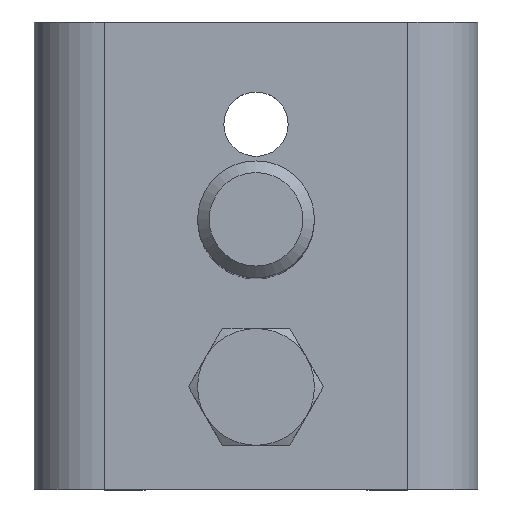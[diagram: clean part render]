
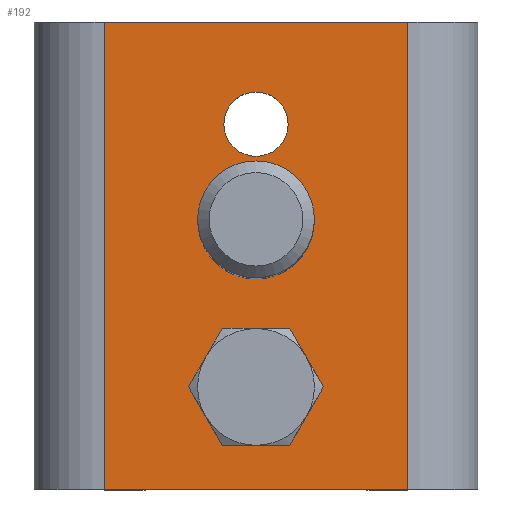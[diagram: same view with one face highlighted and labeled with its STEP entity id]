
A CAD part, top view. The second image highlights one B-rep face of the part: STEP entity #192.
In plain terms, the highlighted face is planar.
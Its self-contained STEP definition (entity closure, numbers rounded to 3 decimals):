
#192=ADVANCED_FACE('NONE',(#387,#388,#389,#390),#391,.T.);
#387=FACE_BOUND('',#601,.T.);
#388=FACE_OUTER_BOUND('',#602,.T.);
#389=FACE_BOUND('',#603,.T.);
#390=FACE_BOUND('',#604,.T.);
#391=PLANE('',#605);
#601=EDGE_LOOP('',(#960));
#602=EDGE_LOOP('',(#961,#962,#963,#964));
#603=EDGE_LOOP('',(#965));
#604=EDGE_LOOP('',(#966));
#605=AXIS2_PLACEMENT_3D('',#967,#968,#969);
#960=ORIENTED_EDGE('',*,*,#1348,.F.);
#961=ORIENTED_EDGE('',*,*,#1284,.F.);
#962=ORIENTED_EDGE('',*,*,#1233,.F.);
#963=ORIENTED_EDGE('',*,*,#1349,.T.);
#964=ORIENTED_EDGE('',*,*,#1295,.T.);
#965=ORIENTED_EDGE('',*,*,#1350,.F.);
#966=ORIENTED_EDGE('',*,*,#1340,.F.);
#967=CARTESIAN_POINT('',(-13.,36.,-40.));
#968=DIRECTION('',(0.,1.,0.));
#969=DIRECTION('',(1.,0.,0.));
#1233=EDGE_CURVE('NONE',#1444,#1440,#1446,.T.);
#1284=EDGE_CURVE('NONE',#1440,#1536,#1537,.T.);
#1295=EDGE_CURVE('NONE',#1552,#1536,#1553,.T.);
#1340=EDGE_CURVE('NONE',#1617,#1617,#1618,.T.);
#1348=EDGE_CURVE('',#1628,#1628,#1629,.T.);
#1349=EDGE_CURVE('NONE',#1444,#1552,#1630,.T.);
#1350=EDGE_CURVE('NONE',#1631,#1631,#1632,.T.);
#1440=VERTEX_POINT('NONE',#1744);
#1444=VERTEX_POINT('NONE',#1749);
#1446=LINE('',#1751,#1752);
#1536=VERTEX_POINT('NONE',#1878);
#1537=LINE('',#1879,#1880);
#1552=VERTEX_POINT('NONE',#1900);
#1553=LINE('',#1901,#1902);
#1617=VERTEX_POINT('',#2002);
#1618=CIRCLE('',#2003,2.75);
#1628=VERTEX_POINT('',#2020);
#1629=CIRCLE('',#2021,5.);
#1630=LINE('',#2022,#2023);
#1631=VERTEX_POINT('',#2024);
#1632=CIRCLE('',#2025,2.8);
#1744=CARTESIAN_POINT('',(13.,36.,0.));
#1749=CARTESIAN_POINT('',(13.,36.,-40.));
#1751=CARTESIAN_POINT('',(13.,36.,-40.));
#1752=VECTOR('',#2178,1.);
#1878=CARTESIAN_POINT('',(-13.,36.,0.));
#1879=CARTESIAN_POINT('',(-13.,36.,0.));
#1880=VECTOR('',#2244,1.);
#1900=CARTESIAN_POINT('',(-13.,36.,-40.));
#1901=CARTESIAN_POINT('',(-13.,36.,-40.));
#1902=VECTOR('',#2262,1.);
#2002=CARTESIAN_POINT('',(0.,36.,-6.));
#2003=AXIS2_PLACEMENT_3D('',#2309,#2310,#2311);
#2020=CARTESIAN_POINT('',(5.,36.,-17.));
#2021=AXIS2_PLACEMENT_3D('',#2317,#2318,#2319);
#2022=CARTESIAN_POINT('',(-13.,36.,-40.));
#2023=VECTOR('',#2320,1.);
#2024=CARTESIAN_POINT('',(0.,36.,-28.45));
#2025=AXIS2_PLACEMENT_3D('',#2321,#2322,#2323);
#2178=DIRECTION('',(0.,0.,1.));
#2244=DIRECTION('',(-1.,0.,0.));
#2262=DIRECTION('',(0.,0.,1.));
#2309=CARTESIAN_POINT('',(0.,36.,-8.75));
#2310=DIRECTION('',(0.,1.,0.));
#2311=DIRECTION('',(0.,0.,1.));
#2317=CARTESIAN_POINT('',(0.,36.,-17.));
#2318=DIRECTION('',(0.,1.,0.));
#2319=DIRECTION('',(1.,0.,0.));
#2320=DIRECTION('',(-1.,0.,0.));
#2321=CARTESIAN_POINT('',(0.,36.,-31.25));
#2322=DIRECTION('',(0.,1.,0.));
#2323=DIRECTION('',(0.,0.,1.));
